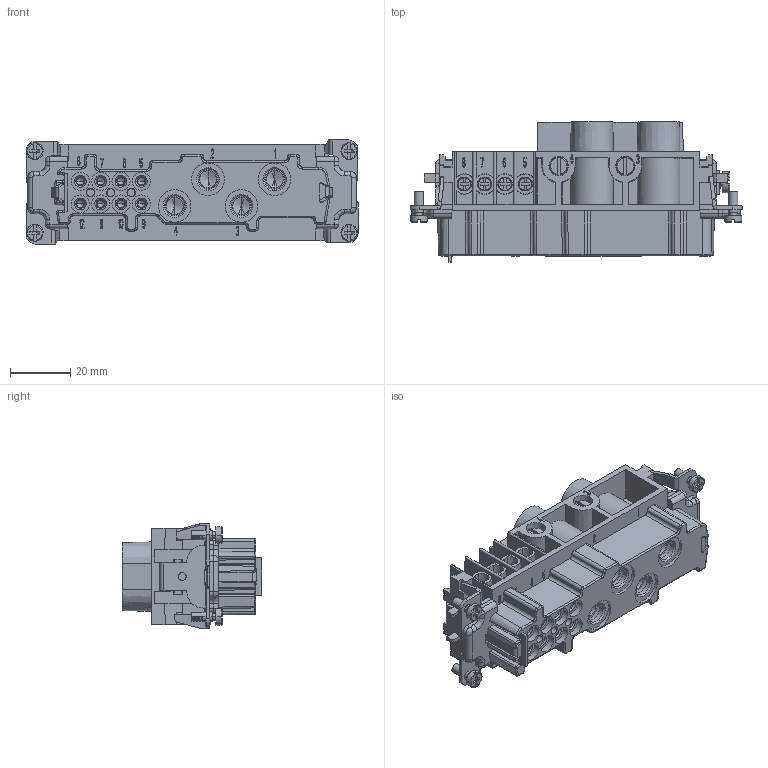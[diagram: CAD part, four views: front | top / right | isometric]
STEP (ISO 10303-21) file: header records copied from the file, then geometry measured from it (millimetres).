
FILE_DESCRIPTION((''),'2;1');
FILE_NAME('MCHATI_','2017-09-02T',('tl.yang'),(''),'PRO/ENGINEER BY PARAMETRIC TECHNOLOGY CORPORATION, 2011500','PRO/ENGINEER BY PARAMETRIC TECHNOLOGY CORPORATION, 2011500','');
FILE_SCHEMA(('CONFIG_CONTROL_DESIGN'));
Products named in the file (1): MCHATI_
Bounding box: 109.81 x 46.3 x 34.4 mm (x, y, z)
Volume: 56323.6 mm3; surface area: 52649.2 mm2
Topology: 1 solids, 1 shells, 2885 faces, 7845 edges, 5053 vertices
Faces by surface type: plane 1896, cylinder 499, cone 302, bspline 90, torus 88, sphere 10
Entity records: 95769 total; most frequent: CARTESIAN_POINT 23744, ORIENTED_EDGE 15610, DIRECTION 13986, EDGE_CURVE 7805, VECTOR 5634, LINE 5634, VERTEX_POINT 5053, AXIS2_PLACEMENT_3D 4176
